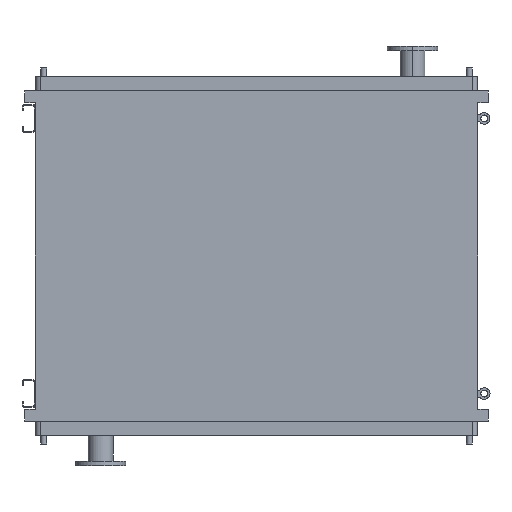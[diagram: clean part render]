
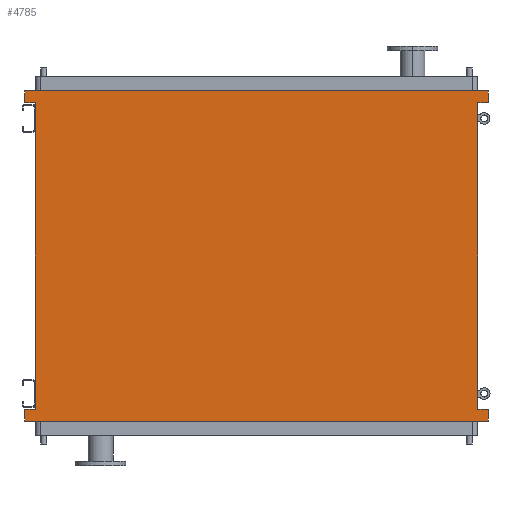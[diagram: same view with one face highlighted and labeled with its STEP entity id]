
A CAD part, front view. The second image highlights one B-rep face of the part: STEP entity #4785.
In plain terms, the highlighted planar face has unit normal (0, -1, 0).
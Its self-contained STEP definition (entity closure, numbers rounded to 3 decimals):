
#80 = VECTOR ( 'NONE', #1347, 1000. ) ;
#100 = VECTOR ( 'NONE', #7462, 1000. ) ;
#151 = CARTESIAN_POINT ( 'NONE',  ( 1011., 0., -1345. ) ) ;
#200 = LINE ( 'NONE', #7738, #3822 ) ;
#246 = EDGE_CURVE ( 'NONE', #267, #6539, #200, .T. ) ;
#267 = VERTEX_POINT ( 'NONE', #5937 ) ;
#409 = CARTESIAN_POINT ( 'NONE',  ( -1011., 0., 43. ) ) ;
#437 = EDGE_LOOP ( 'NONE', ( #6427, #3419, #6003, #7750, #4537, #8048, #4456, #5962, #4613, #5800, #4958, #6051 ) ) ;
#558 = CARTESIAN_POINT ( 'NONE',  ( 1011., 0., 95. ) ) ;
#575 = CARTESIAN_POINT ( 'NONE',  ( -1011., 0., -1345. ) ) ;
#774 = LINE ( 'NONE', #151, #80 ) ;
#820 = CARTESIAN_POINT ( 'NONE',  ( -965., 0., 43. ) ) ;
#941 = PLANE ( 'NONE',  #6985 ) ;
#1072 = EDGE_CURVE ( 'NONE', #6385, #3686, #2129, .T. ) ;
#1283 = VECTOR ( 'NONE', #7205, 1000. ) ;
#1347 = DIRECTION ( 'NONE',  ( -1., 0., 0. ) ) ;
#1686 = CARTESIAN_POINT ( 'NONE',  ( -965., 0., -1250. ) ) ;
#1880 = CARTESIAN_POINT ( 'NONE',  ( -965., 0., -1250. ) ) ;
#2040 = LINE ( 'NONE', #4621, #3531 ) ;
#2129 = LINE ( 'NONE', #3467, #3965 ) ;
#2185 = DIRECTION ( 'NONE',  ( 0., -1., 0. ) ) ;
#2276 = VERTEX_POINT ( 'NONE', #2980 ) ;
#2593 = EDGE_CURVE ( 'NONE', #2276, #2890, #6285, .T. ) ;
#2609 = EDGE_CURVE ( 'NONE', #6539, #6290, #2040, .T. ) ;
#2633 = DIRECTION ( 'NONE',  ( 0., 0., -1. ) ) ;
#2705 = VERTEX_POINT ( 'NONE', #3964 ) ;
#2757 = CARTESIAN_POINT ( 'NONE',  ( 1011., 0., -1345. ) ) ;
#2774 = VECTOR ( 'NONE', #7494, 1000. ) ;
#2890 = VERTEX_POINT ( 'NONE', #820 ) ;
#2892 = LINE ( 'NONE', #3511, #6596 ) ;
#2916 = EDGE_CURVE ( 'NONE', #4612, #7879, #5391, .T. ) ;
#2980 = CARTESIAN_POINT ( 'NONE',  ( -965., 0., -1293. ) ) ;
#3001 = CARTESIAN_POINT ( 'NONE',  ( 1011., 0., -1293. ) ) ;
#3386 = DIRECTION ( 'NONE',  ( 0., 0., 1. ) ) ;
#3410 = DIRECTION ( 'NONE',  ( 1., 0., 0. ) ) ;
#3419 = ORIENTED_EDGE ( 'NONE', *, *, #1072, .F. ) ;
#3467 = CARTESIAN_POINT ( 'NONE',  ( 965., 0., 43. ) ) ;
#3511 = CARTESIAN_POINT ( 'NONE',  ( 965., 0., -1250. ) ) ;
#3531 = VECTOR ( 'NONE', #2633, 1000. ) ;
#3686 = VERTEX_POINT ( 'NONE', #7552 ) ;
#3822 = VECTOR ( 'NONE', #3410, 1000. ) ;
#3964 = CARTESIAN_POINT ( 'NONE',  ( 1011., 0., 95. ) ) ;
#3965 = VECTOR ( 'NONE', #6573, 1000. ) ;
#4026 = DIRECTION ( 'NONE',  ( 0., 0., 1. ) ) ;
#4106 = FACE_OUTER_BOUND ( 'NONE', #437, .T. ) ;
#4113 = CARTESIAN_POINT ( 'NONE',  ( -1011., 0., -1293. ) ) ;
#4410 = DIRECTION ( 'NONE',  ( 0., 0., 1. ) ) ;
#4456 = ORIENTED_EDGE ( 'NONE', *, *, #2593, .F. ) ;
#4526 = LINE ( 'NONE', #5193, #7942 ) ;
#4537 = ORIENTED_EDGE ( 'NONE', *, *, #6254, .F. ) ;
#4612 = VERTEX_POINT ( 'NONE', #575 ) ;
#4613 = ORIENTED_EDGE ( 'NONE', *, *, #2916, .F. ) ;
#4621 = CARTESIAN_POINT ( 'NONE',  ( 1011., 0., -1293. ) ) ;
#4716 = EDGE_CURVE ( 'NONE', #6290, #4612, #774, .T. ) ;
#4785 = ADVANCED_FACE ( 'NONE', ( #4106 ), #941, .T. ) ;
#4866 = VECTOR ( 'NONE', #5963, 1000. ) ;
#4958 = ORIENTED_EDGE ( 'NONE', *, *, #2609, .F. ) ;
#5150 = EDGE_CURVE ( 'NONE', #267, #3686, #2892, .T. ) ;
#5188 = CARTESIAN_POINT ( 'NONE',  ( 1011., 0., 43. ) ) ;
#5193 = CARTESIAN_POINT ( 'NONE',  ( -1011., 0., -1293. ) ) ;
#5196 = EDGE_CURVE ( 'NONE', #2705, #6385, #6541, .T. ) ;
#5221 = CARTESIAN_POINT ( 'NONE',  ( -1011., 0., -1345. ) ) ;
#5223 = VERTEX_POINT ( 'NONE', #6673 ) ;
#5286 = LINE ( 'NONE', #7875, #1283 ) ;
#5370 = CARTESIAN_POINT ( 'NONE',  ( 1011., 0., 43. ) ) ;
#5391 = LINE ( 'NONE', #5221, #5517 ) ;
#5517 = VECTOR ( 'NONE', #4026, 1000. ) ;
#5800 = ORIENTED_EDGE ( 'NONE', *, *, #4716, .F. ) ;
#5937 = CARTESIAN_POINT ( 'NONE',  ( 965., 0., -1293. ) ) ;
#5940 = EDGE_CURVE ( 'NONE', #7879, #2276, #4526, .T. ) ;
#5962 = ORIENTED_EDGE ( 'NONE', *, *, #5940, .F. ) ;
#5963 = DIRECTION ( 'NONE',  ( 0., 0., -1. ) ) ;
#6003 = ORIENTED_EDGE ( 'NONE', *, *, #5196, .F. ) ;
#6047 = VECTOR ( 'NONE', #4410, 1000. ) ;
#6051 = ORIENTED_EDGE ( 'NONE', *, *, #246, .F. ) ;
#6111 = EDGE_CURVE ( 'NONE', #6328, #2705, #6249, .T. ) ;
#6249 = LINE ( 'NONE', #558, #100 ) ;
#6254 = EDGE_CURVE ( 'NONE', #5223, #6328, #5286, .T. ) ;
#6285 = LINE ( 'NONE', #1880, #6047 ) ;
#6290 = VERTEX_POINT ( 'NONE', #2757 ) ;
#6328 = VERTEX_POINT ( 'NONE', #7292 ) ;
#6363 = LINE ( 'NONE', #409, #2774 ) ;
#6385 = VERTEX_POINT ( 'NONE', #5188 ) ;
#6427 = ORIENTED_EDGE ( 'NONE', *, *, #5150, .T. ) ;
#6539 = VERTEX_POINT ( 'NONE', #3001 ) ;
#6541 = LINE ( 'NONE', #5370, #4866 ) ;
#6573 = DIRECTION ( 'NONE',  ( -1., 0., 0. ) ) ;
#6596 = VECTOR ( 'NONE', #3386, 1000. ) ;
#6673 = CARTESIAN_POINT ( 'NONE',  ( -1011., 0., 43. ) ) ;
#6985 = AXIS2_PLACEMENT_3D ( 'NONE', #1686, #2185, #7933 ) ;
#7205 = DIRECTION ( 'NONE',  ( 0., 0., 1. ) ) ;
#7273 = EDGE_CURVE ( 'NONE', #2890, #5223, #6363, .T. ) ;
#7292 = CARTESIAN_POINT ( 'NONE',  ( -1011., 0., 95. ) ) ;
#7462 = DIRECTION ( 'NONE',  ( 1., 0., 0. ) ) ;
#7494 = DIRECTION ( 'NONE',  ( -1., 0., 0. ) ) ;
#7552 = CARTESIAN_POINT ( 'NONE',  ( 965., 0., 43. ) ) ;
#7738 = CARTESIAN_POINT ( 'NONE',  ( 965., 0., -1293. ) ) ;
#7739 = DIRECTION ( 'NONE',  ( 1., 0., 0. ) ) ;
#7750 = ORIENTED_EDGE ( 'NONE', *, *, #6111, .F. ) ;
#7875 = CARTESIAN_POINT ( 'NONE',  ( -1011., 0., 95. ) ) ;
#7879 = VERTEX_POINT ( 'NONE', #4113 ) ;
#7933 = DIRECTION ( 'NONE',  ( 0., 0., -1. ) ) ;
#7942 = VECTOR ( 'NONE', #7739, 1000. ) ;
#8048 = ORIENTED_EDGE ( 'NONE', *, *, #7273, .F. ) ;
